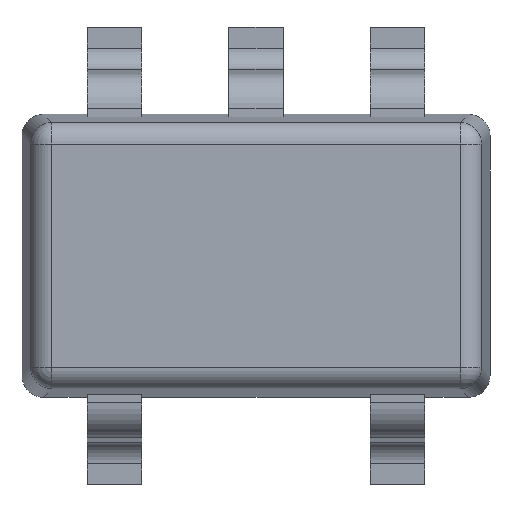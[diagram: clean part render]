
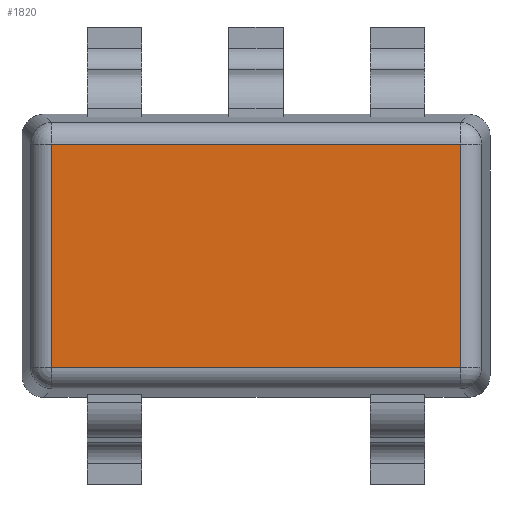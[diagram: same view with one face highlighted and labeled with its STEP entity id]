
A CAD part, top view. The second image highlights one B-rep face of the part: STEP entity #1820.
In plain terms, the highlighted planar face has unit normal (0, 0, 1).
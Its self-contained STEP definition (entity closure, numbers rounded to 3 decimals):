
#244=ORIENTED_EDGE('',*,*,#755,.T.);
#245=ORIENTED_EDGE('',*,*,#756,.T.);
#246=ORIENTED_EDGE('',*,*,#757,.T.);
#247=ORIENTED_EDGE('',*,*,#758,.T.);
#755=EDGE_CURVE('',#1009,#1010,#1196,.T.);
#756=EDGE_CURVE('',#1010,#1011,#1197,.T.);
#757=EDGE_CURVE('',#1011,#1012,#1198,.T.);
#758=EDGE_CURVE('',#1012,#1009,#1199,.T.);
#1009=VERTEX_POINT('',#3214);
#1010=VERTEX_POINT('',#3215);
#1011=VERTEX_POINT('',#3217);
#1012=VERTEX_POINT('',#3219);
#1196=LINE('',#3213,#1399);
#1197=LINE('',#3216,#1400);
#1198=LINE('',#3218,#1401);
#1199=LINE('',#3220,#1402);
#1399=VECTOR('',#2624,1000.);
#1400=VECTOR('',#2625,1000.);
#1401=VECTOR('',#2626,1000.);
#1402=VECTOR('',#2627,1000.);
#1549=EDGE_LOOP('',(#244,#245,#246,#247));
#1654=FACE_BOUND('',#1549,.T.);
#1759=PLANE('',#2356);
#1820=ADVANCED_FACE('',(#1654),#1759,.T.);
#2356=AXIS2_PLACEMENT_3D('',#3212,#2622,#2623);
#2622=DIRECTION('',(0.,0.,1.));
#2623=DIRECTION('',(1.,0.,0.));
#2624=DIRECTION('',(0.,-1.,0.));
#2625=DIRECTION('',(1.,0.,0.));
#2626=DIRECTION('',(0.,1.,0.));
#2627=DIRECTION('',(-1.,0.,0.));
#3212=CARTESIAN_POINT('',(0.,0.,1.));
#3213=CARTESIAN_POINT('',(-0.937,0.,1.));
#3214=CARTESIAN_POINT('',(-0.937,0.512,1.));
#3215=CARTESIAN_POINT('',(-0.937,-0.512,1.));
#3216=CARTESIAN_POINT('',(0.,-0.512,1.));
#3217=CARTESIAN_POINT('',(0.937,-0.512,1.));
#3218=CARTESIAN_POINT('',(0.937,0.,1.));
#3219=CARTESIAN_POINT('',(0.937,0.512,1.));
#3220=CARTESIAN_POINT('',(0.,0.512,1.));
